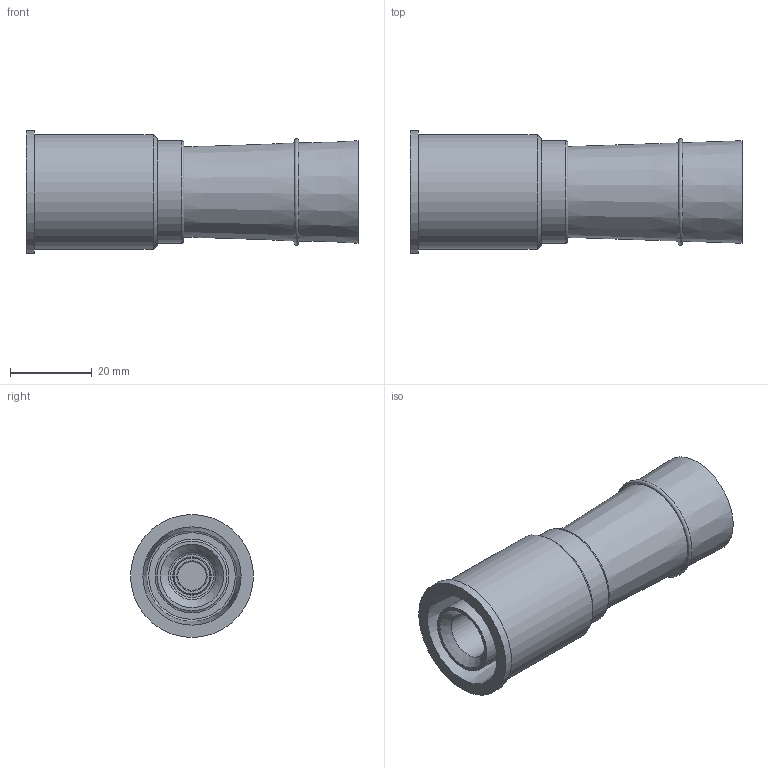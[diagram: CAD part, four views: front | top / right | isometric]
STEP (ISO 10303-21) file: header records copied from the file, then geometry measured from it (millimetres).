
FILE_DESCRIPTION((''),'2;1');
FILE_NAME('2034_Pinsel_D25x45.stp','2012-09-10T07:44:07',('pascalzweiacker'),(''),'Autodesk Inventor 2012','Autodesk Inventor 2012','');
FILE_SCHEMA(('AUTOMOTIVE_DESIGN { 1 0 10303 214 1 1 1 1 }'));
Length unit declared in the file: millimetre
Products named in the file (1): 2034_Pinsel_D25x45
Bounding box: 81 x 30 x 30 mm (x, y, z)
Volume: 35996.3 mm3; surface area: 16341.2 mm2
Topology: 3 solids, 3 shells, 43 faces, 75 edges, 44 vertices
Faces by surface type: cone 15, plane 12, cylinder 11, torus 5
Full cylindrical faces by diameter (mm): 7 x1, 11.445 x1, 17 x1, 22 x1, 22.5 x1, 23 x1, 25 x2, 25.1 x1, 28 x1, 30 x1
Entity records: 892 total; most frequent: DIRECTION 172, CARTESIAN_POINT 128, AXIS2_PLACEMENT_3D 86, ORIENTED_EDGE 84, EDGE_LOOP 84, FACE_OUTER_BOUND 43, ADVANCED_FACE 43, VERTEX_POINT 42
